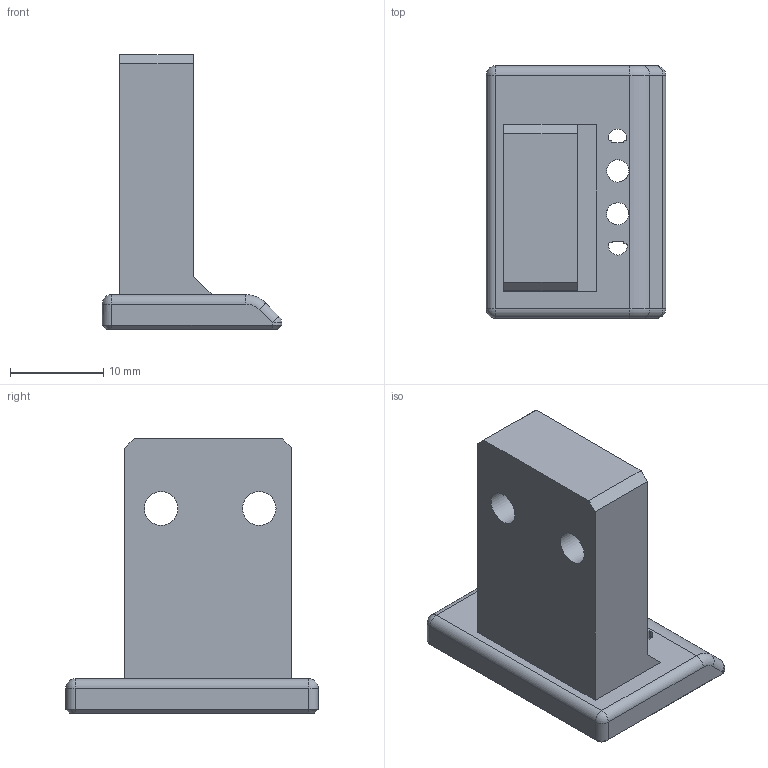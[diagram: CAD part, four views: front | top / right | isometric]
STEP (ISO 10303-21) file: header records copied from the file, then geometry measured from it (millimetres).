
FILE_DESCRIPTION(/* description */ (''),/* implementation_level */ '2;1');
FILE_NAME(/* name */ 'KlickyProbe_DB8_mount.step',/* time_stamp */ '2024-10-13T07:11:01+07:00',/* author */ (''),/* organization */ (''),/* preprocessor_version */ 'ST-DEVELOPER v20',/* originating_system */ 'Autodesk Translation Framework v13.20.0.188',/* authorisation */ '');
FILE_SCHEMA (('AUTOMOTIVE_DESIGN { 1 0 10303 214 3 1 1 }'));
Length unit declared in the file: millimetre
Products named in the file (1): AB/SB mount v3
Bounding box: 19.22 x 27.03 x 29.4 mm (x, y, z)
Volume: 4773.1 mm3; surface area: 3041.8 mm2
Topology: 1 solids, 1 shells, 122 faces, 318 edges, 202 vertices
Faces by surface type: plane 75, cylinder 25, cone 14, sphere 4, bspline 2, torus 2
Full cylindrical faces by diameter (mm): 2.385 x2, 3.6 x2, 6 x2
Entity records: 3844 total; most frequent: CARTESIAN_POINT 765, DIRECTION 637, ORIENTED_EDGE 636, EDGE_CURVE 318, AXIS2_PLACEMENT_3D 221, VERTEX_POINT 202, LINE 195, VECTOR 195
